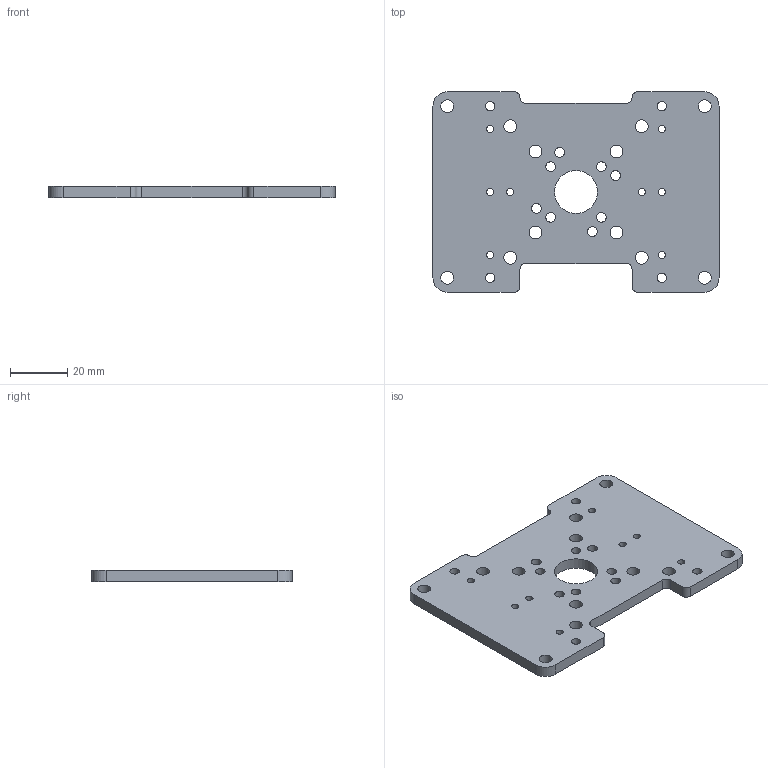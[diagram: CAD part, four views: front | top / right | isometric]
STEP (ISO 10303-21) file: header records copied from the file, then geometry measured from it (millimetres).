
FILE_DESCRIPTION(/* description */ (''),/* implementation_level */ '2;1');
FILE_NAME(/* name */ 'motor_mount_plate.stp',/* time_stamp */ '2024-06-29T23:09:00-07:00',/* author */ ('aaron'),/* organization */ (''),/* preprocessor_version */ 'ST-DEVELOPER v19.2',/* originating_system */ 'Autodesk Inventor 2023',/* authorisation */ '');
FILE_SCHEMA (('AUTOMOTIVE_DESIGN { 1 0 10303 214 3 1 1 }'));
Length unit declared in the file: millimetre
Products named in the file (1): MotorMountLarge
Bounding box: 100 x 70 x 4 mm (x, y, z)
Volume: 23664.2 mm3; surface area: 14868.4 mm2
Topology: 1 solids, 1 shells, 57 faces, 165 edges, 110 vertices
Faces by surface type: cylinder 45, plane 12
Full cylindrical faces by diameter (mm): 2.5 x8, 3.3 x4, 3.4 x8, 4.5 x12, 15 x1
Entity records: 2168 total; most frequent: DIRECTION 371, CARTESIAN_POINT 333, ORIENTED_EDGE 330, EDGE_CURVE 165, AXIS2_PLACEMENT_3D 148, EDGE_LOOP 123, VERTEX_POINT 110, CIRCLE 90
